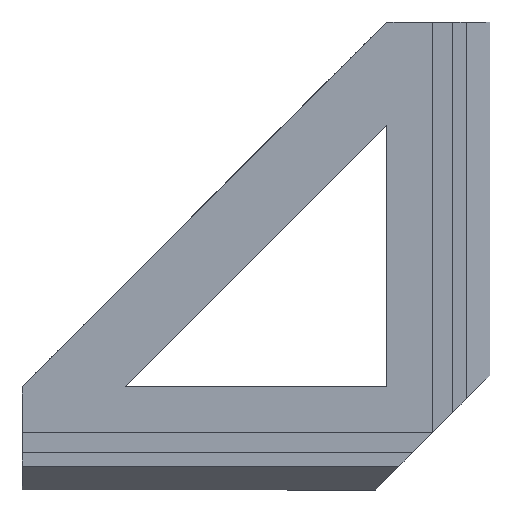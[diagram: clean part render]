
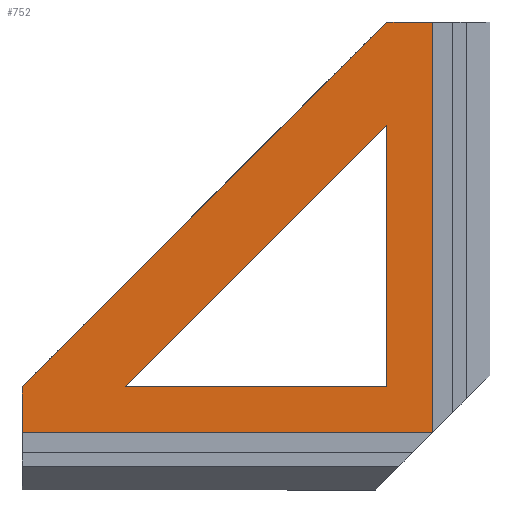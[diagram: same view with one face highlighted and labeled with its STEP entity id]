
A CAD part, front view. The second image highlights one B-rep face of the part: STEP entity #752.
In plain terms, the highlighted planar face has unit normal (0, -1, 0).
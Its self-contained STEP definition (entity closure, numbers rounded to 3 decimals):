
#24=FACE_BOUND('',#146,.T.);
#54=PLANE('',#819);
#95=FACE_OUTER_BOUND('',#145,.T.);
#145=EDGE_LOOP('',(#673,#674,#675,#676,#677));
#146=EDGE_LOOP('',(#678,#679,#680));
#202=LINE('',#1151,#291);
#206=LINE('',#1160,#295);
#212=LINE('',#1172,#301);
#220=LINE('',#1187,#309);
#227=LINE('',#1199,#316);
#230=LINE('',#1206,#319);
#232=LINE('',#1209,#321);
#236=LINE('',#1217,#325);
#291=VECTOR('',#943,10.);
#295=VECTOR('',#949,10.);
#301=VECTOR('',#961,10.);
#309=VECTOR('',#975,10.);
#316=VECTOR('',#986,10.);
#319=VECTOR('',#991,10.);
#321=VECTOR('',#995,10.);
#325=VECTOR('',#1005,10.);
#386=VERTEX_POINT('',#1148);
#387=VERTEX_POINT('',#1150);
#390=VERTEX_POINT('',#1157);
#391=VERTEX_POINT('',#1159);
#394=VERTEX_POINT('',#1171);
#398=VERTEX_POINT('',#1185);
#403=VERTEX_POINT('',#1203);
#404=VERTEX_POINT('',#1205);
#468=EDGE_CURVE('',#387,#386,#202,.T.);
#472=EDGE_CURVE('',#391,#390,#206,.T.);
#478=EDGE_CURVE('',#391,#394,#212,.T.);
#486=EDGE_CURVE('',#398,#386,#220,.T.);
#493=EDGE_CURVE('',#394,#390,#227,.T.);
#496=EDGE_CURVE('',#404,#403,#230,.T.);
#498=EDGE_CURVE('',#398,#404,#232,.T.);
#502=EDGE_CURVE('',#387,#403,#236,.T.);
#673=ORIENTED_EDGE('',*,*,#486,.F.);
#674=ORIENTED_EDGE('',*,*,#498,.T.);
#675=ORIENTED_EDGE('',*,*,#496,.T.);
#676=ORIENTED_EDGE('',*,*,#502,.F.);
#677=ORIENTED_EDGE('',*,*,#468,.T.);
#678=ORIENTED_EDGE('',*,*,#472,.T.);
#679=ORIENTED_EDGE('',*,*,#493,.F.);
#680=ORIENTED_EDGE('',*,*,#478,.F.);
#752=ADVANCED_FACE('',(#95,#24),#54,.T.);
#819=AXIS2_PLACEMENT_3D('',#1216,#1003,#1004);
#943=DIRECTION('',(-0.707,0.,-0.707));
#949=DIRECTION('',(0.707,0.,0.707));
#961=DIRECTION('',(1.,0.,0.));
#975=DIRECTION('',(0.,0.,1.));
#986=DIRECTION('',(0.,0.,1.));
#991=DIRECTION('',(0.,0.,1.));
#995=DIRECTION('',(1.,0.,0.));
#1003=DIRECTION('center_axis',(0.,-1.,0.));
#1004=DIRECTION('ref_axis',(1.,0.,0.));
#1005=DIRECTION('',(1.,0.,0.));
#1148=CARTESIAN_POINT('',(-40.,-5.4,5.));
#1150=CARTESIAN_POINT('',(0.,-5.4,45.));
#1151=CARTESIAN_POINT('',(0.,-5.4,45.));
#1157=CARTESIAN_POINT('',(0.,-5.4,33.686));
#1159=CARTESIAN_POINT('',(-28.686,-5.4,5.));
#1160=CARTESIAN_POINT('',(5.657,-5.4,39.343));
#1171=CARTESIAN_POINT('',(0.,-5.4,5.));
#1172=CARTESIAN_POINT('',(-40.,-5.4,5.));
#1185=CARTESIAN_POINT('',(-40.,-5.4,0.));
#1187=CARTESIAN_POINT('',(-40.,-5.4,0.));
#1199=CARTESIAN_POINT('',(0.,-5.4,0.));
#1203=CARTESIAN_POINT('',(5.,-5.4,45.));
#1205=CARTESIAN_POINT('',(5.,-5.4,0.));
#1206=CARTESIAN_POINT('',(5.,-5.4,0.));
#1209=CARTESIAN_POINT('',(-40.,-5.4,0.));
#1216=CARTESIAN_POINT('Origin',(0.,-5.4,0.));
#1217=CARTESIAN_POINT('',(5.,-5.4,45.));
